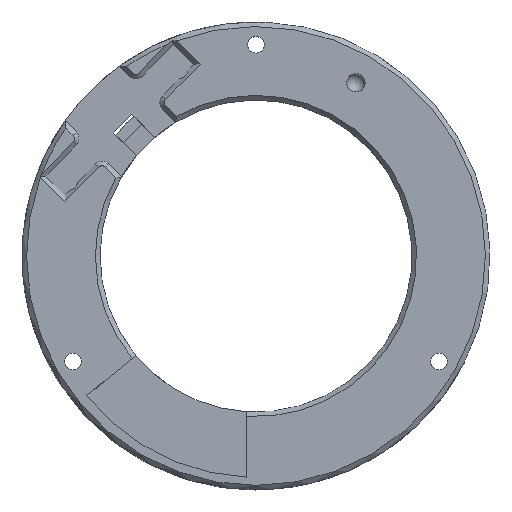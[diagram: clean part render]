
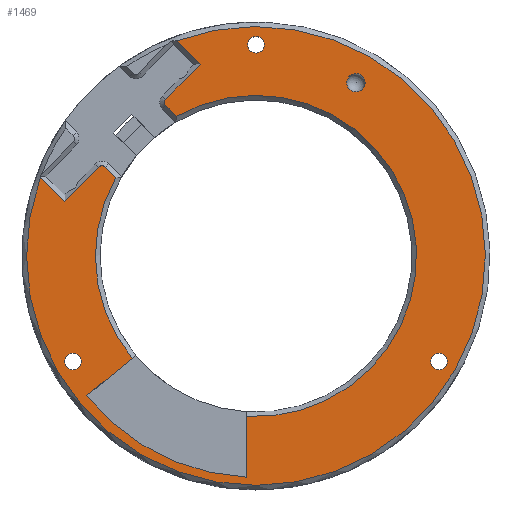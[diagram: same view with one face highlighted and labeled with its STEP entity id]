
A CAD part, top view. The second image highlights one B-rep face of the part: STEP entity #1469.
In plain terms, the highlighted planar face has unit normal (0, 0, 1).
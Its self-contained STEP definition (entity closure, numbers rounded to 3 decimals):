
#59=PLANE('',#1587);
#122=CIRCLE('',#1566,17.5);
#139=CIRCLE('',#1588,17.5);
#140=CIRCLE('',#1589,23.522);
#141=CIRCLE('',#1590,0.5);
#142=CIRCLE('',#1591,25.);
#143=CIRCLE('',#1592,0.5);
#144=CIRCLE('',#1593,0.9);
#145=CIRCLE('',#1594,0.9);
#146=CIRCLE('',#1595,0.9);
#147=CIRCLE('',#1596,1.);
#232=ORIENTED_EDGE('',*,*,#680,.T.);
#233=ORIENTED_EDGE('',*,*,#681,.F.);
#234=ORIENTED_EDGE('',*,*,#682,.F.);
#235=ORIENTED_EDGE('',*,*,#683,.F.);
#236=ORIENTED_EDGE('',*,*,#661,.T.);
#237=ORIENTED_EDGE('',*,*,#684,.T.);
#238=ORIENTED_EDGE('',*,*,#685,.T.);
#239=ORIENTED_EDGE('',*,*,#686,.T.);
#240=ORIENTED_EDGE('',*,*,#687,.T.);
#241=ORIENTED_EDGE('',*,*,#688,.T.);
#242=ORIENTED_EDGE('',*,*,#689,.T.);
#243=ORIENTED_EDGE('',*,*,#690,.T.);
#244=ORIENTED_EDGE('',*,*,#691,.T.);
#245=ORIENTED_EDGE('',*,*,#692,.T.);
#246=ORIENTED_EDGE('',*,*,#693,.T.);
#247=ORIENTED_EDGE('',*,*,#694,.T.);
#248=ORIENTED_EDGE('',*,*,#695,.T.);
#249=ORIENTED_EDGE('',*,*,#696,.T.);
#661=EDGE_CURVE('',#883,#885,#122,.T.);
#680=EDGE_CURVE('',#904,#905,#139,.T.);
#681=EDGE_CURVE('',#906,#905,#1032,.T.);
#682=EDGE_CURVE('',#907,#906,#140,.T.);
#683=EDGE_CURVE('',#883,#907,#1033,.T.);
#684=EDGE_CURVE('',#885,#908,#1034,.T.);
#685=EDGE_CURVE('',#908,#909,#141,.F.);
#686=EDGE_CURVE('',#909,#910,#1035,.T.);
#687=EDGE_CURVE('',#910,#911,#1036,.T.);
#688=EDGE_CURVE('',#911,#912,#142,.F.);
#689=EDGE_CURVE('',#912,#913,#1037,.T.);
#690=EDGE_CURVE('',#913,#914,#1038,.T.);
#691=EDGE_CURVE('',#914,#915,#143,.F.);
#692=EDGE_CURVE('',#915,#904,#1039,.T.);
#693=EDGE_CURVE('',#916,#916,#144,.T.);
#694=EDGE_CURVE('',#917,#917,#145,.T.);
#695=EDGE_CURVE('',#918,#918,#146,.T.);
#696=EDGE_CURVE('',#919,#919,#147,.T.);
#883=VERTEX_POINT('',#2217);
#885=VERTEX_POINT('',#2224);
#904=VERTEX_POINT('',#2268);
#905=VERTEX_POINT('',#2269);
#906=VERTEX_POINT('',#2271);
#907=VERTEX_POINT('',#2273);
#908=VERTEX_POINT('',#2276);
#909=VERTEX_POINT('',#2278);
#910=VERTEX_POINT('',#2280);
#911=VERTEX_POINT('',#2282);
#912=VERTEX_POINT('',#2284);
#913=VERTEX_POINT('',#2286);
#914=VERTEX_POINT('',#2288);
#915=VERTEX_POINT('',#2290);
#916=VERTEX_POINT('',#2293);
#917=VERTEX_POINT('',#2295);
#918=VERTEX_POINT('',#2297);
#919=VERTEX_POINT('',#2299);
#1032=LINE('',#2270,#1142);
#1033=LINE('',#2274,#1143);
#1034=LINE('',#2275,#1144);
#1035=LINE('',#2279,#1145);
#1036=LINE('',#2281,#1146);
#1037=LINE('',#2285,#1147);
#1038=LINE('',#2287,#1148);
#1039=LINE('',#2291,#1149);
#1142=VECTOR('',#1798,1000.);
#1143=VECTOR('',#1801,1000.);
#1144=VECTOR('',#1802,1000.);
#1145=VECTOR('',#1805,1000.);
#1146=VECTOR('',#1806,1000.);
#1147=VECTOR('',#1809,1000.);
#1148=VECTOR('',#1810,1000.);
#1149=VECTOR('',#1813,1000.);
#1254=EDGE_LOOP('',(#232,#233,#234,#235,#236,#237,#238,#239,#240,#241,#242,
#243,#244,#245));
#1255=EDGE_LOOP('',(#246));
#1256=EDGE_LOOP('',(#247));
#1257=EDGE_LOOP('',(#248));
#1258=EDGE_LOOP('',(#249));
#1355=FACE_BOUND('',#1254,.T.);
#1356=FACE_BOUND('',#1255,.T.);
#1357=FACE_BOUND('',#1256,.T.);
#1358=FACE_BOUND('',#1257,.T.);
#1359=FACE_BOUND('',#1258,.T.);
#1469=ADVANCED_FACE('',(#1355,#1356,#1357,#1358,#1359),#59,.F.);
#1566=AXIS2_PLACEMENT_3D('',#2225,#1750,#1751);
#1587=AXIS2_PLACEMENT_3D('',#2266,#1794,#1795);
#1588=AXIS2_PLACEMENT_3D('',#2267,#1796,#1797);
#1589=AXIS2_PLACEMENT_3D('',#2272,#1799,#1800);
#1590=AXIS2_PLACEMENT_3D('',#2277,#1803,#1804);
#1591=AXIS2_PLACEMENT_3D('',#2283,#1807,#1808);
#1592=AXIS2_PLACEMENT_3D('',#2289,#1811,#1812);
#1593=AXIS2_PLACEMENT_3D('',#2292,#1814,#1815);
#1594=AXIS2_PLACEMENT_3D('',#2294,#1816,#1817);
#1595=AXIS2_PLACEMENT_3D('',#2296,#1818,#1819);
#1596=AXIS2_PLACEMENT_3D('',#2298,#1820,#1821);
#1750=DIRECTION('',(0.,0.,-1.));
#1751=DIRECTION('',(-1.,0.,0.));
#1794=DIRECTION('',(0.,0.,-1.));
#1795=DIRECTION('',(-1.,0.,0.));
#1796=DIRECTION('',(0.,0.,-1.));
#1797=DIRECTION('',(-1.,0.,0.));
#1798=DIRECTION('',(0.,1.,0.));
#1799=DIRECTION('',(0.,0.,1.));
#1800=DIRECTION('',(0.71,-0.704,0.));
#1801=DIRECTION('',(-0.771,-0.637,0.));
#1802=DIRECTION('',(-0.71,0.704,0.));
#1803=DIRECTION('',(0.,0.,-1.));
#1804=DIRECTION('',(-1.,0.,0.));
#1805=DIRECTION('',(-0.702,-0.712,0.));
#1806=DIRECTION('',(-0.721,0.693,0.));
#1807=DIRECTION('',(0.,0.,-1.));
#1808=DIRECTION('',(-1.,0.,0.));
#1809=DIRECTION('',(0.721,-0.693,0.));
#1810=DIRECTION('',(-0.702,-0.712,0.));
#1811=DIRECTION('',(0.,0.,-1.));
#1812=DIRECTION('',(-1.,0.,0.));
#1813=DIRECTION('',(0.71,-0.704,0.));
#1814=DIRECTION('',(0.,0.,-1.));
#1815=DIRECTION('',(-1.,0.,0.));
#1816=DIRECTION('',(0.,0.,-1.));
#1817=DIRECTION('',(-1.,0.,0.));
#1818=DIRECTION('',(0.,0.,-1.));
#1819=DIRECTION('',(-1.,0.,0.));
#1820=DIRECTION('',(0.,0.,-1.));
#1821=DIRECTION('',(0.71,-0.704,0.));
#2217=CARTESIAN_POINT('',(-13.493,-11.144,0.));
#2224=CARTESIAN_POINT('',(-15.277,8.536,0.));
#2225=CARTESIAN_POINT('',(0.,0.,0.));
#2266=CARTESIAN_POINT('',(0.,0.,0.));
#2267=CARTESIAN_POINT('',(0.,0.,0.));
#2268=CARTESIAN_POINT('',(-8.656,15.209,0.));
#2269=CARTESIAN_POINT('',(-1.,-17.471,0.));
#2270=CARTESIAN_POINT('',(-1.,-24.104,0.));
#2271=CARTESIAN_POINT('',(-1.,-24.104,0.));
#2272=CARTESIAN_POINT('',(0.,-0.603,0.));
#2273=CARTESIAN_POINT('',(-18.429,-15.221,0.));
#2274=CARTESIAN_POINT('',(-15.999,-13.214,0.));
#2275=CARTESIAN_POINT('',(-3.31,-3.336,0.));
#2276=CARTESIAN_POINT('',(-16.427,9.677,0.));
#2277=CARTESIAN_POINT('',(-16.779,9.323,0.));
#2278=CARTESIAN_POINT('',(-17.135,9.674,0.));
#2279=CARTESIAN_POINT('',(-20.472,6.292,0.));
#2280=CARTESIAN_POINT('',(-20.819,5.941,0.));
#2281=CARTESIAN_POINT('',(-7.035,-7.315,0.));
#2282=CARTESIAN_POINT('',(-23.503,8.522,0.));
#2283=CARTESIAN_POINT('',(0.,0.,0.));
#2284=CARTESIAN_POINT('',(-8.712,23.433,0.));
#2285=CARTESIAN_POINT('',(-6.431,21.239,0.));
#2286=CARTESIAN_POINT('',(-6.065,20.888,0.));
#2287=CARTESIAN_POINT('',(-13.515,13.341,0.));
#2288=CARTESIAN_POINT('',(-9.829,17.075,0.));
#2289=CARTESIAN_POINT('',(-9.473,16.724,0.));
#2290=CARTESIAN_POINT('',(-9.825,16.369,0.));
#2291=CARTESIAN_POINT('',(3.31,3.336,0.));
#2292=CARTESIAN_POINT('',(-19.933,-11.506,0.));
#2293=CARTESIAN_POINT('',(-20.833,-11.506,0.));
#2294=CARTESIAN_POINT('',(0.002,23.016,0.));
#2295=CARTESIAN_POINT('',(-0.898,23.016,0.));
#2296=CARTESIAN_POINT('',(19.931,-11.509,0.));
#2297=CARTESIAN_POINT('',(19.031,-11.509,0.));
#2298=CARTESIAN_POINT('',(10.9,18.879,0.));
#2299=CARTESIAN_POINT('',(11.61,18.175,0.));
